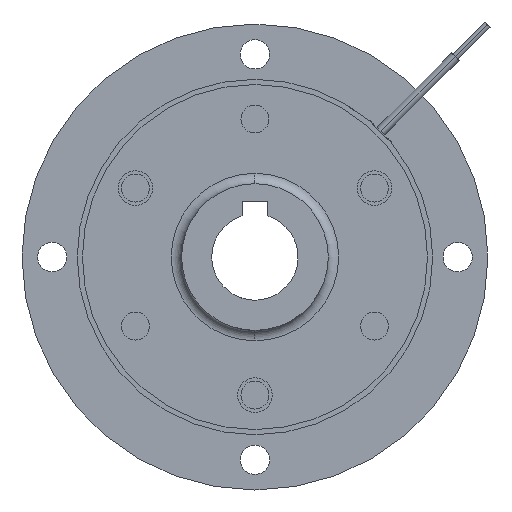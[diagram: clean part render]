
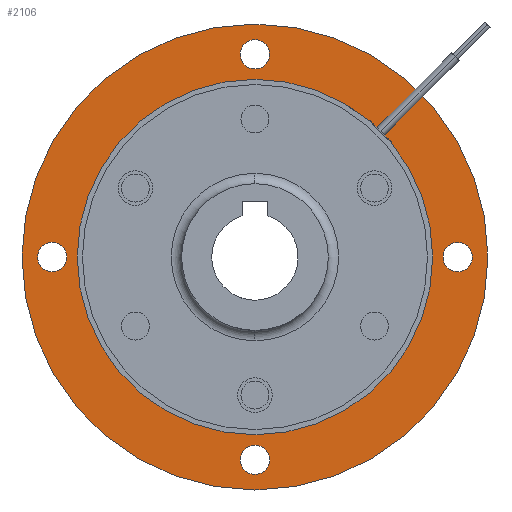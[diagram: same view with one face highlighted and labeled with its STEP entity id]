
A CAD part, left-side view. The second image highlights one B-rep face of the part: STEP entity #2106.
In plain terms, the highlighted planar face has unit normal (-1, 0, 0).
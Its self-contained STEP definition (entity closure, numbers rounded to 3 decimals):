
#1770=CARTESIAN_POINT('POINT112',(36.,0.,27.));
#1771=VERTEX_POINT('VERTEX112',#1770);
#1778=CARTESIAN_POINT('POINT113',(36.,0.,
   -27.));
#1779=VERTEX_POINT('VERTEX113',#1778);
#1780=CARTESIAN_POINT('POS155',(36.,0.,0.));
#1781=DIRECTION('DIR249',(-1.,0.,0.));
#1782=DIRECTION('DIR250',(0.,0.,1.));
#1783=AXIS2_PLACEMENT_3D('AXIS95',#1780,#1781,#1782);
#1784=CIRCLE('ELLIPSE55',#1783,27.);
#1785=EDGE_CURVE('EDGE170',#1779,#1771,#1784,.T.);
#1805=EDGE_CURVE('EDGE172',#1771,#1779,#1784,.T.);
#1810=CARTESIAN_POINT('POINT114',(36.,0.,
   -21.8));
#1811=VERTEX_POINT('VERTEX114',#1810);
#1818=CARTESIAN_POINT('POINT115',(36.,0.,
   -25.2));
#1819=VERTEX_POINT('VERTEX115',#1818);
#1820=CARTESIAN_POINT('POS159',(36.,0.,-23.5));
#1821=DIRECTION('DIR255',(1.,0.,0.));
#1822=DIRECTION('DIR256',(0.,0.,1.));
#1823=AXIS2_PLACEMENT_3D('AXIS97',#1820,#1821,#1822);
#1824=CIRCLE('ELLIPSE56',#1823,1.7);
#1825=EDGE_CURVE('EDGE174',#1819,#1811,#1824,.T.);
#1845=EDGE_CURVE('EDGE176',#1811,#1819,#1824,.T.);
#1850=CARTESIAN_POINT('POINT116',(36.,-21.8,
   0.));
#1851=VERTEX_POINT('VERTEX116',#1850);
#1858=CARTESIAN_POINT('POINT117',(36.,-25.2,
   0.));
#1859=VERTEX_POINT('VERTEX117',#1858);
#1860=CARTESIAN_POINT('POS163',(36.,-23.5,
   0.));
#1861=DIRECTION('DIR261',(1.,0.,0.));
#1862=DIRECTION('DIR262',(0.,1.,0.));
#1863=AXIS2_PLACEMENT_3D('AXIS99',#1860,#1861,#1862);
#1864=CIRCLE('ELLIPSE57',#1863,1.7);
#1865=EDGE_CURVE('EDGE178',#1859,#1851,#1864,.T.);
#1885=EDGE_CURVE('EDGE180',#1851,#1859,#1864,.T.);
#1890=CARTESIAN_POINT('POINT118',(36.,0.,
   21.8));
#1891=VERTEX_POINT('VERTEX118',#1890);
#1898=CARTESIAN_POINT('POINT119',(36.,0.,
   25.2));
#1899=VERTEX_POINT('VERTEX119',#1898);
#1900=CARTESIAN_POINT('POS167',(36.,0.,
   23.5));
#1901=DIRECTION('DIR267',(1.,0.,0.));
#1902=DIRECTION('DIR268',(0.,0.,-1.));
#1903=AXIS2_PLACEMENT_3D('AXIS101',#1900,#1901,#1902);
#1904=CIRCLE('ELLIPSE58',#1903,1.7);
#1905=EDGE_CURVE('EDGE182',#1899,#1891,#1904,.T.);
#1925=EDGE_CURVE('EDGE184',#1891,#1899,#1904,.T.);
#1930=CARTESIAN_POINT('POINT120',(36.,21.8,
   0.));
#1931=VERTEX_POINT('VERTEX120',#1930);
#1938=CARTESIAN_POINT('POINT121',(36.,25.2,
   0.));
#1939=VERTEX_POINT('VERTEX121',#1938);
#1940=CARTESIAN_POINT('POS171',(36.,23.5,0.
   ));
#1941=DIRECTION('DIR273',(1.,0.,0.));
#1942=DIRECTION('DIR274',(0.,-1.,0.));
#1943=AXIS2_PLACEMENT_3D('AXIS103',#1940,#1941,#1942);
#1944=CIRCLE('ELLIPSE59',#1943,1.7);
#1945=EDGE_CURVE('EDGE186',#1939,#1931,#1944,.T.);
#1965=EDGE_CURVE('EDGE188',#1931,#1939,#1944,.T.);
#2066=ORIENTED_EDGE('COEDGE375',*,*,#1965,.T.);
#2067=ORIENTED_EDGE('COEDGE376',*,*,#1945,.T.);
#2068=EDGE_LOOP('NONE',(#2066,#2067));
#2069=FACE_BOUND('LOOP1',#2068,.T.);
#2070=ORIENTED_EDGE('COEDGE377',*,*,#1925,.T.);
#2071=ORIENTED_EDGE('COEDGE378',*,*,#1905,.T.);
#2072=EDGE_LOOP('NONE',(#2070,#2071));
#2073=FACE_BOUND('LOOP1',#2072,.T.);
#2074=ORIENTED_EDGE('COEDGE379',*,*,#1885,.T.);
#2075=ORIENTED_EDGE('COEDGE380',*,*,#1865,.T.);
#2076=EDGE_LOOP('NONE',(#2074,#2075));
#2077=FACE_BOUND('LOOP1',#2076,.T.);
#2078=ORIENTED_EDGE('COEDGE381',*,*,#1845,.T.);
#2079=ORIENTED_EDGE('COEDGE382',*,*,#1825,.T.);
#2080=EDGE_LOOP('NONE',(#2078,#2079));
#2081=FACE_BOUND('LOOP1',#2080,.T.);
#2082=ORIENTED_EDGE('COEDGE383',*,*,#1805,.T.);
#2083=ORIENTED_EDGE('COEDGE384',*,*,#1785,.T.);
#2084=EDGE_LOOP('NONE',(#2082,#2083));
#2085=FACE_BOUND('LOOP1',#2084,.T.);
#2086=CARTESIAN_POINT('POINT124',(36.,0.,
   20.6));
#2087=VERTEX_POINT('VERTEX124',#2086);
#2088=CARTESIAN_POINT('POINT125',(36.,0.,
   -20.6));
#2089=VERTEX_POINT('VERTEX125',#2088);
#2090=CARTESIAN_POINT('POS179',(36.,0.,0.));
#2091=DIRECTION('DIR286',(-1.,0.,0.));
#2092=DIRECTION('DIR287',(0.,0.,-1.));
#2093=AXIS2_PLACEMENT_3D('AXIS108',#2090,#2091,#2092);
#2094=CIRCLE('ELLIPSE61',#2093,20.6);
#2095=EDGE_CURVE('EDGE195',#2087,#2089,#2094,.T.);
#2096=ORIENTED_EDGE('COEDGE385',*,*,#2095,.F.);
#2097=EDGE_CURVE('EDGE196',#2089,#2087,#2094,.T.);
#2098=ORIENTED_EDGE('COEDGE386',*,*,#2097,.F.);
#2099=EDGE_LOOP('NONE',(#2096,#2098));
#2100=FACE_BOUND('LOOP1',#2099,.T.);
#2101=CARTESIAN_POINT('POS180',(36.,0.,0.));
#2102=DIRECTION('DIR288',(-1.,0.,0.));
#2103=DIRECTION('DIR289',(0.,1.,0.));
#2104=AXIS2_PLACEMENT_3D('AXIS109',#2101,#2102,#2103);
#2105=PLANE('PLANE16',#2104);
#2106=ADVANCED_FACE('FACE90',(#2069,#2073,#2077,#2081,#2085,#2100),#2105
   ,.T.);
